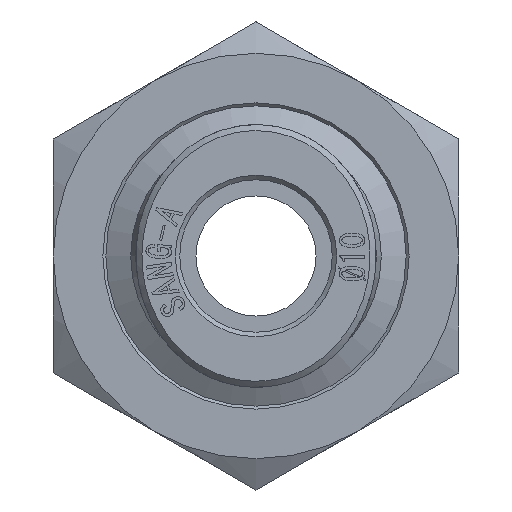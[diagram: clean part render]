
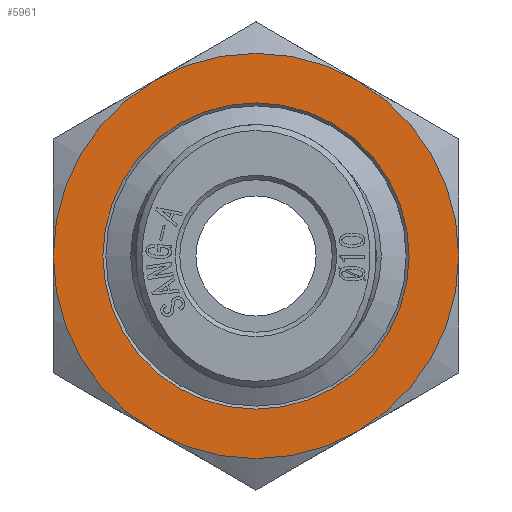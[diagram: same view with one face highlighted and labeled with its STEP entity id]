
A CAD part, front view. The second image highlights one B-rep face of the part: STEP entity #5961.
In plain terms, the highlighted face is planar.
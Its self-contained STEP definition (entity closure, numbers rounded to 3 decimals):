
#5885=CARTESIAN_POINT('',(10.2,0.,5.0));
#5886=VERTEX_POINT('',#5885);
#5887=CARTESIAN_POINT('',(0.0,0.0,5.0));
#5888=DIRECTION('',(0.0,0.0,1.0));
#5889=DIRECTION('',(-1.0,0.0,0.0));
#5890=AXIS2_PLACEMENT_3D('',#5887,#5888,#5889);
#5891=CIRCLE('',#5890,10.2);
#5892=EDGE_CURVE('',#5886,#5886,#5891,.T.);
#5897=CARTESIAN_POINT('',(0.,0.,5.0));
#5898=DIRECTION('',(0.0,0.0,1.0));
#5899=DIRECTION('',(1.0,0.0,0.0));
#5900=AXIS2_PLACEMENT_3D('',#5897,#5898,#5899);
#5901=PLANE('',#5900);
#5902=CARTESIAN_POINT('',(11.691,-6.75,5.0));
#5903=VERTEX_POINT('',#5902);
#5904=CARTESIAN_POINT('',(11.691,6.75,5.0));
#5905=VERTEX_POINT('',#5904);
#5906=CARTESIAN_POINT('',(0.0,0.0,5.0));
#5907=DIRECTION('',(0.0,0.0,1.0));
#5908=DIRECTION('',(-1.0,0.0,0.0));
#5909=AXIS2_PLACEMENT_3D('',#5906,#5907,#5908);
#5910=CIRCLE('',#5909,13.5);
#5911=EDGE_CURVE('',#5903,#5905,#5910,.T.);
#5912=ORIENTED_EDGE('',*,*,#5911,.T.);
#5913=CARTESIAN_POINT('',(0.,13.5,5.0));
#5914=VERTEX_POINT('',#5913);
#5915=CARTESIAN_POINT('',(0.0,0.0,5.0));
#5916=DIRECTION('',(0.0,0.0,1.0));
#5917=DIRECTION('',(-1.0,0.0,0.0));
#5918=AXIS2_PLACEMENT_3D('',#5915,#5916,#5917);
#5919=CIRCLE('',#5918,13.5);
#5920=EDGE_CURVE('',#5905,#5914,#5919,.T.);
#5921=ORIENTED_EDGE('',*,*,#5920,.T.);
#5922=CARTESIAN_POINT('',(-11.691,6.75,5.0));
#5923=VERTEX_POINT('',#5922);
#5924=CARTESIAN_POINT('',(0.0,0.0,5.0));
#5925=DIRECTION('',(0.0,0.0,1.0));
#5926=DIRECTION('',(-1.0,0.0,0.0));
#5927=AXIS2_PLACEMENT_3D('',#5924,#5925,#5926);
#5928=CIRCLE('',#5927,13.5);
#5929=EDGE_CURVE('',#5914,#5923,#5928,.T.);
#5930=ORIENTED_EDGE('',*,*,#5929,.T.);
#5931=CARTESIAN_POINT('',(-11.691,-6.75,5.0));
#5932=VERTEX_POINT('',#5931);
#5933=CARTESIAN_POINT('',(0.0,0.0,5.0));
#5934=DIRECTION('',(0.0,0.0,1.0));
#5935=DIRECTION('',(-1.0,0.0,0.0));
#5936=AXIS2_PLACEMENT_3D('',#5933,#5934,#5935);
#5937=CIRCLE('',#5936,13.5);
#5938=EDGE_CURVE('',#5923,#5932,#5937,.T.);
#5939=ORIENTED_EDGE('',*,*,#5938,.T.);
#5940=CARTESIAN_POINT('',(0.,-13.5,5.0));
#5941=VERTEX_POINT('',#5940);
#5942=CARTESIAN_POINT('',(0.0,0.0,5.0));
#5943=DIRECTION('',(0.0,0.0,1.0));
#5944=DIRECTION('',(-1.0,0.0,0.0));
#5945=AXIS2_PLACEMENT_3D('',#5942,#5943,#5944);
#5946=CIRCLE('',#5945,13.5);
#5947=EDGE_CURVE('',#5932,#5941,#5946,.T.);
#5948=ORIENTED_EDGE('',*,*,#5947,.T.);
#5949=CARTESIAN_POINT('',(0.0,0.0,5.0));
#5950=DIRECTION('',(0.0,0.0,1.0));
#5951=DIRECTION('',(-1.0,0.0,0.0));
#5952=AXIS2_PLACEMENT_3D('',#5949,#5950,#5951);
#5953=CIRCLE('',#5952,13.5);
#5954=EDGE_CURVE('',#5941,#5903,#5953,.T.);
#5955=ORIENTED_EDGE('',*,*,#5954,.T.);
#5956=EDGE_LOOP('',(#5912,#5921,#5930,#5939,#5948,#5955));
#5957=FACE_OUTER_BOUND('',#5956,.T.);
#5958=ORIENTED_EDGE('',*,*,#5892,.F.);
#5959=EDGE_LOOP('',(#5958));
#5960=FACE_BOUND('',#5959,.T.);
#5961=ADVANCED_FACE('',(#5957,#5960),#5901,.T.);
